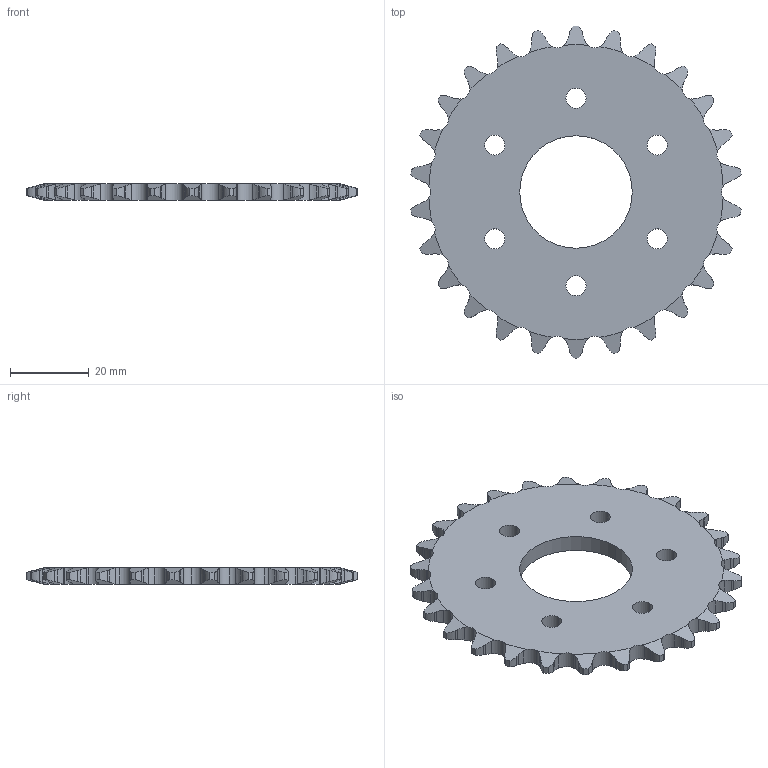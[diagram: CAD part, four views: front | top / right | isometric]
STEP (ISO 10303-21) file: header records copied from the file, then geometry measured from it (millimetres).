
FILE_DESCRIPTION (( 'STEP AP214' ), '1' );
FILE_NAME ('am-0218_Plate Sprocket.STEP', '2018-07-17T18:21:17', ( '' ), ( '' ), 'SwSTEP 2.0', 'SolidWorks 2018', '' );
FILE_SCHEMA (( 'AUTOMOTIVE_DESIGN' ));
Length unit declared in the file: inch
Products named in the file (1): am-0218_Plate Sprocket
Bounding box: 83.82 x 84.3 x 4.27 mm (x, y, z)
Volume: 16853.2 mm3; surface area: 10214.4 mm2
Topology: 1 solids, 1 shells, 289 faces, 861 edges, 574 vertices
Faces by surface type: cylinder 183, plane 54, cone 52
Entity records: 10597 total; most frequent: CARTESIAN_POINT 3429, ORIENTED_EDGE 1722, DIRECTION 1203, EDGE_CURVE 861, VERTEX_POINT 574, AXIS2_PLACEMENT_3D 484, B_SPLINE_CURVE_WITH_KNOTS 432, EDGE_LOOP 303
